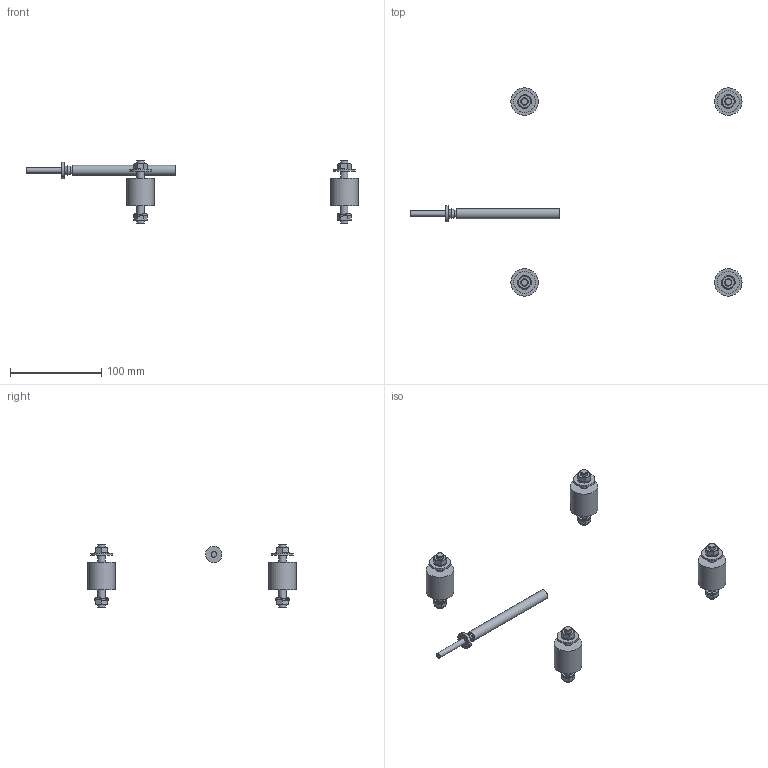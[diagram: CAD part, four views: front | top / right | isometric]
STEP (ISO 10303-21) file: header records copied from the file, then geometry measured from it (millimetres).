
FILE_DESCRIPTION(/* description */ (''),/* implementation_level */ '2;1');
FILE_NAME(/* name */ 'CE2_OPTION.stp',/* time_stamp */ '2012-11-29T17:18:05+01:00',/* author */ (''),/* organization */ (''),/* preprocessor_version */ 'ST-DEVELOPER v14',/* originating_system */ 'SIEMENS PLM Software NX 8.0',/* authorisation */ '');
FILE_SCHEMA (('AUTOMOTIVE_DESIGN { 1 0 10303 214 3 1 1 1 }'));
Length unit declared in the file: millimetre
Products named in the file (3): DAMPER_ELEMENT_CE2; CRANKCASE_HEATER_200-460V; CE2_OPTION
Assembly tree (2 placements, depth 2):
  CE2_OPTION
    CRANKCASE_HEATER_200-460V
    DAMPER_ELEMENT_CE2
Bounding box: 363.38 x 228 x 70 mm (x, y, z)
Volume: 114582 mm3; surface area: 32818.3 mm2
Topology: 5 solids, 5 shells, 453 faces, 1076 edges, 652 vertices
Faces by surface type: plane 139, cone 122, bspline 112, cylinder 40, extrusion 40
Full cylindrical faces by diameter (mm): 6 x1, 8 x17, 8.4 x4, 11 x1, 18 x1, 24 x4, 30 x4
Entity records: 18267 total; most frequent: CARTESIAN_POINT 6666, ORIENTED_EDGE 1972, DIRECTION 1152, EDGE_CURVE 986, B_SPLINE_CURVE_WITH_KNOTS 682, VERTEX_POINT 620, EDGE_LOOP 530, AXIS2_PLACEMENT_3D 464
